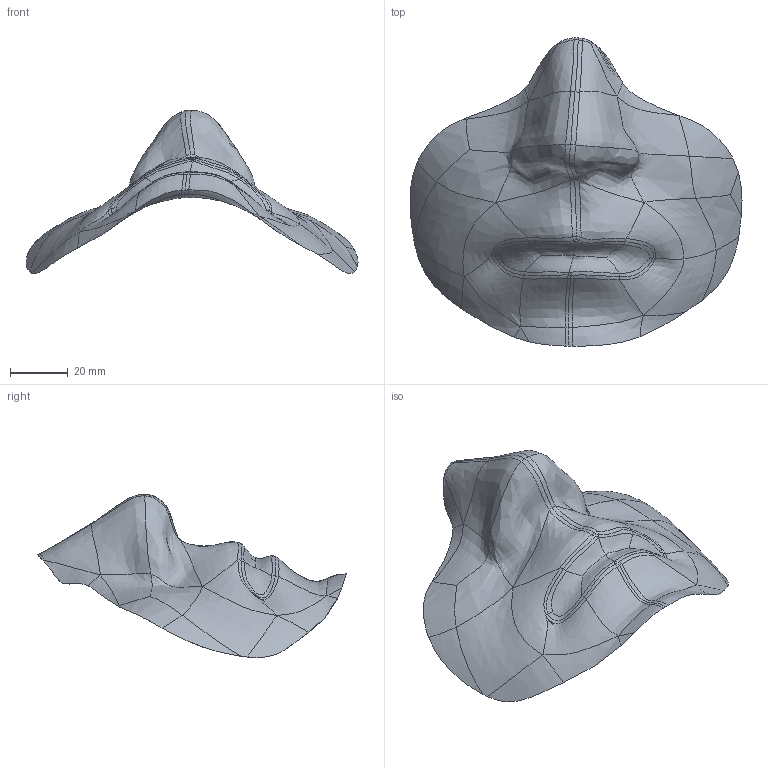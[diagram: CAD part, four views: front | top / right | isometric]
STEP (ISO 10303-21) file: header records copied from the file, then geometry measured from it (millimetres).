
FILE_DESCRIPTION (( 'STEP AP214' ), '1' );
FILE_NAME ('LRG_face_surface-full_5mm.STEP', '2021-02-06T19:03:00', ( '' ), ( '' ), 'SwSTEP 2.0', 'SolidWorks 2020', '' );
FILE_SCHEMA (( 'AUTOMOTIVE_DESIGN' ));
Length unit declared in the file: millimetre
Products named in the file (1): LRG_face_surface-full_5mm
Bounding box: 114.97 x 106.81 x 56.52 mm (x, y, z)
Surface area: 11841.4 mm2 (no closed solid volume)
Topology: 0 solids, 1 shells, 90 faces, 197 edges, 108 vertices
Faces by surface type: bspline 90
Entity records: 25197 total; most frequent: CARTESIAN_POINT 23948, ORIENTED_EDGE 357, EDGE_CURVE 197, B_SPLINE_CURVE_WITH_KNOTS 197, VERTEX_POINT 108, B_SPLINE_SURFACE_WITH_KNOTS 90, FACE_OUTER_BOUND 90, ADVANCED_FACE 90
